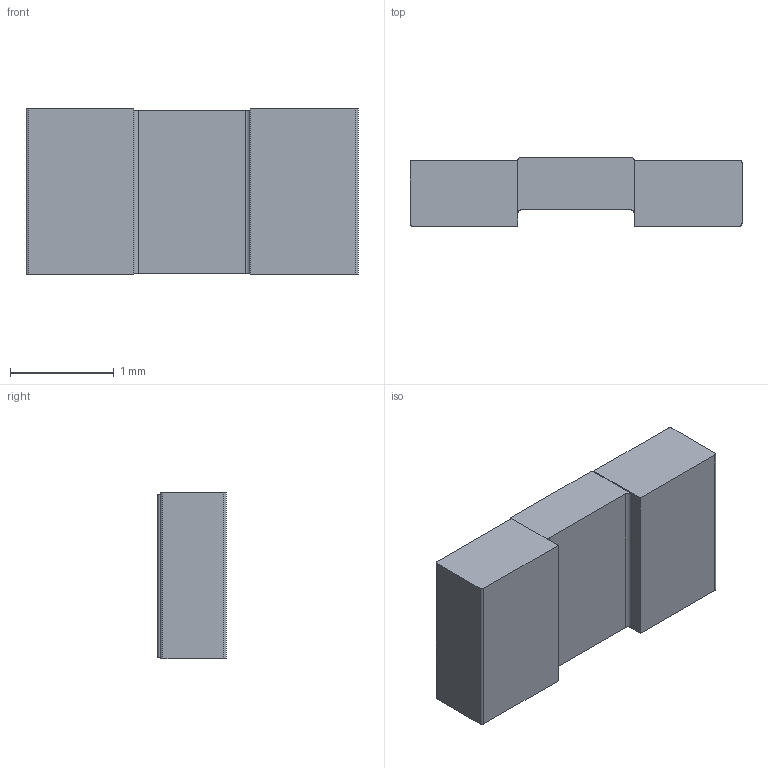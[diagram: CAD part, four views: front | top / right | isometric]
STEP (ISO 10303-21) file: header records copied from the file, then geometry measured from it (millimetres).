
FILE_DESCRIPTION (( 'STEP AP214' ), '1' );
FILE_NAME ('WSL1206.STEP', '2014-03-13T12:29:48', ( '' ), ( '' ), 'SwSTEP 2.0', 'SolidWorks 2012', '' );
FILE_SCHEMA (( 'AUTOMOTIVE_DESIGN' ));
Length unit declared in the file: millimetre
Products named in the file (1): WSL1206
Bounding box: 3.2 x 0.66 x 1.6 mm (x, y, z)
Volume: 3 mm3; surface area: 16.4 mm2
Topology: 1 solids, 1 shells, 24 faces, 62 edges, 40 vertices
Faces by surface type: plane 16, cylinder 8
Entity records: 1028 total; most frequent: DIRECTION 128, CARTESIAN_POINT 127, ORIENTED_EDGE 124, EDGE_CURVE 62, LINE 46, VECTOR 46, AXIS2_PLACEMENT_3D 41, VERTEX_POINT 40
